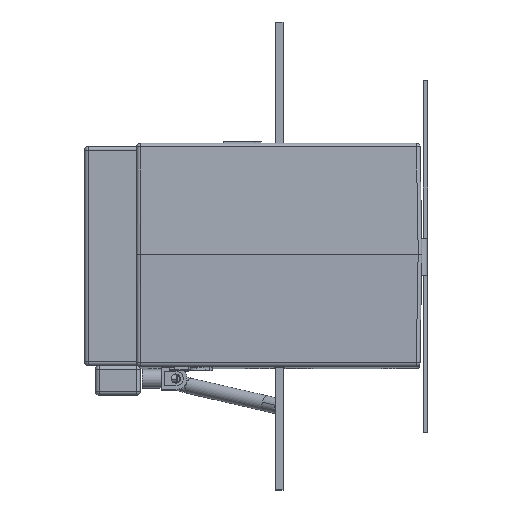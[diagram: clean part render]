
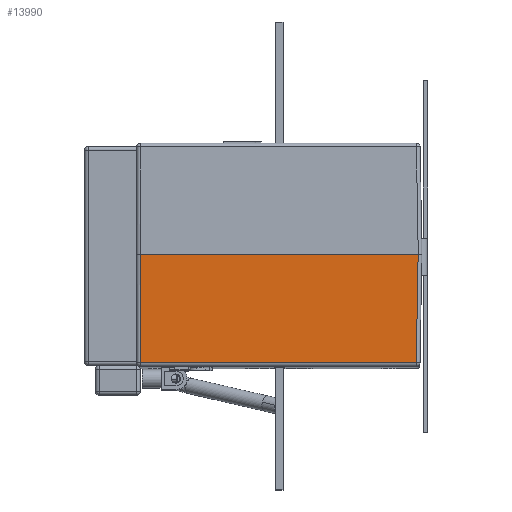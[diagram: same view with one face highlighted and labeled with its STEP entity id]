
A CAD part, left-side view. The second image highlights one B-rep face of the part: STEP entity #13990.
In plain terms, the highlighted face is planar.
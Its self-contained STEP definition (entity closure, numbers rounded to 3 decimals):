
#382 = VECTOR ( 'NONE', #30896, 1000. ) ;
#442 = PLANE ( 'NONE',  #15440 ) ;
#2274 = EDGE_CURVE ( 'NONE', #35351, #31149, #18636, .T. ) ;
#4596 = CARTESIAN_POINT ( 'NONE',  ( -39.459, -36.959, -31.017 ) ) ;
#4747 = EDGE_LOOP ( 'NONE', ( #18380, #14677, #9739, #29607 ) ) ;
#7049 = CARTESIAN_POINT ( 'NONE',  ( -40., -38.5, 0. ) ) ;
#9739 = ORIENTED_EDGE ( 'NONE', *, *, #25916, .T. ) ;
#10789 = VECTOR ( 'NONE', #15373, 1000. ) ;
#11532 = VECTOR ( 'NONE', #31706, 1000. ) ;
#12249 = FACE_OUTER_BOUND ( 'NONE', #4747, .T. ) ;
#13990 = ADVANCED_FACE ( 'NONE', ( #12249 ), #442, .T. ) ;
#14677 = ORIENTED_EDGE ( 'NONE', *, *, #19222, .T. ) ;
#15373 = DIRECTION ( 'NONE',  ( 0., -1., 0. ) ) ;
#15422 = DIRECTION ( 'NONE',  ( -0.017, 0., 1. ) ) ;
#15440 = AXIS2_PLACEMENT_3D ( 'NONE', #7049, #35436, #15422 ) ;
#16908 = LINE ( 'NONE', #28138, #382 ) ;
#17501 = DIRECTION ( 'NONE',  ( -0.017, -0.017, 1. ) ) ;
#18380 = ORIENTED_EDGE ( 'NONE', *, *, #2274, .T. ) ;
#18636 = LINE ( 'NONE', #34015, #29843 ) ;
#18885 = LINE ( 'NONE', #34371, #11532 ) ;
#19022 = LINE ( 'NONE', #29119, #10789 ) ;
#19222 = EDGE_CURVE ( 'NONE', #31149, #24834, #18885, .T. ) ;
#23159 = VERTEX_POINT ( 'NONE', #28990 ) ;
#24834 = VERTEX_POINT ( 'NONE', #34049 ) ;
#25916 = EDGE_CURVE ( 'NONE', #24834, #23159, #16908, .T. ) ;
#28138 = CARTESIAN_POINT ( 'NONE',  ( -40., 37.5, 0. ) ) ;
#28990 = CARTESIAN_POINT ( 'NONE',  ( -39.459, 37.5, -31.017 ) ) ;
#29119 = CARTESIAN_POINT ( 'NONE',  ( -39.459, -37.941, -31.017 ) ) ;
#29607 = ORIENTED_EDGE ( 'NONE', *, *, #35833, .T. ) ;
#29843 = VECTOR ( 'NONE', #17501, 1000. ) ;
#30896 = DIRECTION ( 'NONE',  ( 0.017, 0., -1. ) ) ;
#31149 = VERTEX_POINT ( 'NONE', #34863 ) ;
#31706 = DIRECTION ( 'NONE',  ( 0., 1., 0. ) ) ;
#34015 = CARTESIAN_POINT ( 'NONE',  ( -40., -37.5, 0.017 ) ) ;
#34049 = CARTESIAN_POINT ( 'NONE',  ( -39.969, 37.5, -1.8 ) ) ;
#34371 = CARTESIAN_POINT ( 'NONE',  ( -39.969, -38.5, -1.8 ) ) ;
#34863 = CARTESIAN_POINT ( 'NONE',  ( -39.969, -37.469, -1.8 ) ) ;
#35351 = VERTEX_POINT ( 'NONE', #4596 ) ;
#35436 = DIRECTION ( 'NONE',  ( -1., 0., -0.017 ) ) ;
#35833 = EDGE_CURVE ( 'NONE', #23159, #35351, #19022, .T. ) ;
